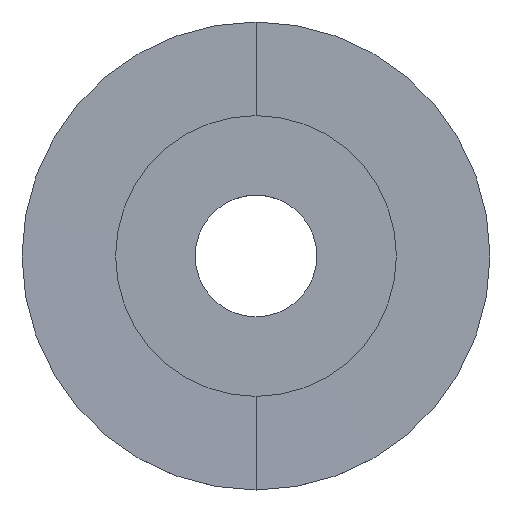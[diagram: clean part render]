
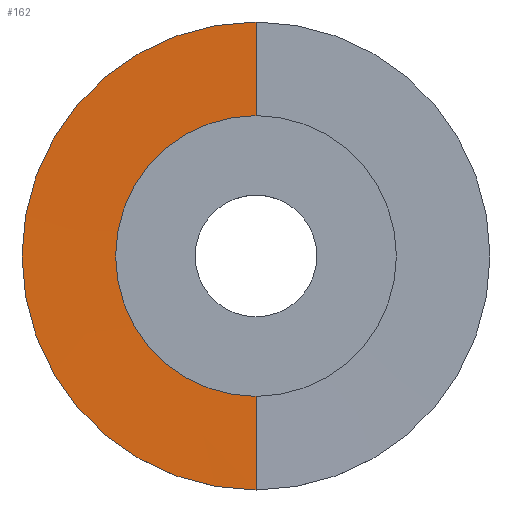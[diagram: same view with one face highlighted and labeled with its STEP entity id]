
A CAD part, top view. The second image highlights one B-rep face of the part: STEP entity #162.
In plain terms, the highlighted conical face has half-angle 89.828 degrees and reference radius 25 mm.
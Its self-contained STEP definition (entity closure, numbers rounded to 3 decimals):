
#13 = VECTOR ( 'NONE', #69, 1000. ) ;
#14 = ORIENTED_EDGE ( 'NONE', *, *, #433, .T. ) ;
#32 = LINE ( 'NONE', #245, #13 ) ;
#36 = DIRECTION ( 'NONE',  ( 0., 1., 0. ) ) ;
#65 = DIRECTION ( 'NONE',  ( 0., 1., 0.003 ) ) ;
#67 = CARTESIAN_POINT ( 'NONE',  ( 0., 0., 1. ) ) ;
#69 = DIRECTION ( 'NONE',  ( 0., -1., 0.003 ) ) ;
#74 = EDGE_CURVE ( 'NONE', #349, #396, #32, .T. ) ;
#84 = CARTESIAN_POINT ( 'NONE',  ( 0., 0., 1. ) ) ;
#87 = CARTESIAN_POINT ( 'NONE',  ( 0., 25., 1. ) ) ;
#89 = AXIS2_PLACEMENT_3D ( 'NONE', #67, #106, #36 ) ;
#106 = DIRECTION ( 'NONE',  ( 0., 0., -1. ) ) ;
#139 = VERTEX_POINT ( 'NONE', #256 ) ;
#145 = DIRECTION ( 'NONE',  ( 0., 0., 1. ) ) ;
#148 = AXIS2_PLACEMENT_3D ( 'NONE', #347, #441, #284 ) ;
#162 = ADVANCED_FACE ( 'NONE', ( #184 ), #321, .F. ) ;
#170 = EDGE_LOOP ( 'NONE', ( #14, #230, #244, #243 ) ) ;
#178 = LINE ( 'NONE', #336, #390 ) ;
#183 = VERTEX_POINT ( 'NONE', #87 ) ;
#184 = FACE_OUTER_BOUND ( 'NONE', #170, .T. ) ;
#185 = CARTESIAN_POINT ( 'NONE',  ( 0., -25., 1. ) ) ;
#192 = DIRECTION ( 'NONE',  ( 0., -1., 0. ) ) ;
#230 = ORIENTED_EDGE ( 'NONE', *, *, #417, .T. ) ;
#243 = ORIENTED_EDGE ( 'NONE', *, *, #74, .F. ) ;
#244 = ORIENTED_EDGE ( 'NONE', *, *, #386, .F. ) ;
#245 = CARTESIAN_POINT ( 'NONE',  ( 0., -25., 1. ) ) ;
#249 = CIRCLE ( 'NONE', #89, 25. ) ;
#256 = CARTESIAN_POINT ( 'NONE',  ( 0., 15., 0.97 ) ) ;
#284 = DIRECTION ( 'NONE',  ( 0., 1., 0. ) ) ;
#299 = AXIS2_PLACEMENT_3D ( 'NONE', #84, #145, #192 ) ;
#321 = CONICAL_SURFACE ( 'NONE', #299, 25., 1.568 ) ;
#335 = CIRCLE ( 'NONE', #148, 15. ) ;
#336 = CARTESIAN_POINT ( 'NONE',  ( 0., 25., 1. ) ) ;
#347 = CARTESIAN_POINT ( 'NONE',  ( 0., 0., 0.97 ) ) ;
#349 = VERTEX_POINT ( 'NONE', #408 ) ;
#386 = EDGE_CURVE ( 'NONE', #396, #183, #249, .T. ) ;
#390 = VECTOR ( 'NONE', #65, 1000. ) ;
#396 = VERTEX_POINT ( 'NONE', #185 ) ;
#408 = CARTESIAN_POINT ( 'NONE',  ( 0., -15., 0.97 ) ) ;
#417 = EDGE_CURVE ( 'NONE', #139, #183, #178, .T. ) ;
#433 = EDGE_CURVE ( 'NONE', #349, #139, #335, .T. ) ;
#441 = DIRECTION ( 'NONE',  ( 0., 0., -1. ) ) ;
